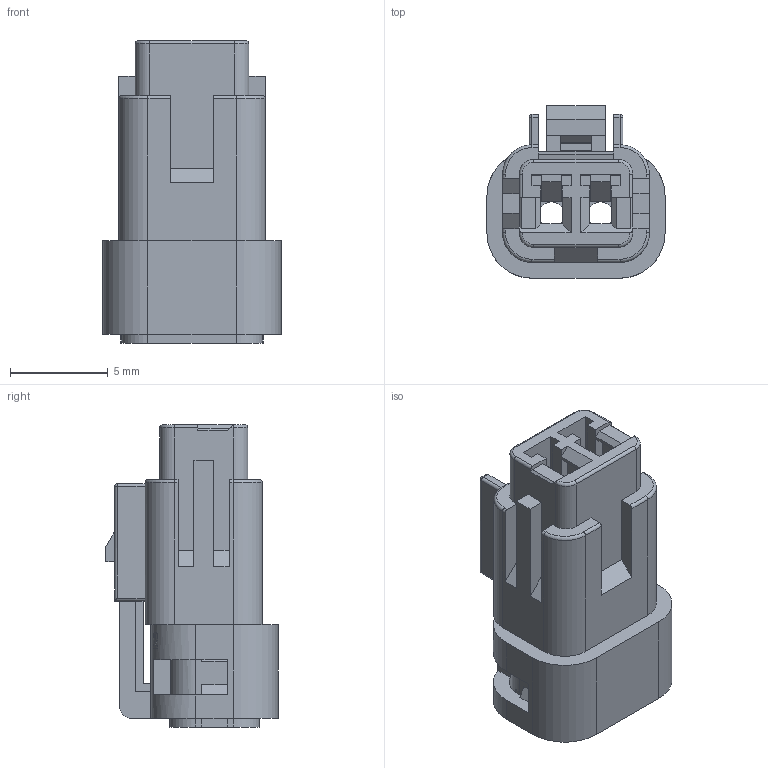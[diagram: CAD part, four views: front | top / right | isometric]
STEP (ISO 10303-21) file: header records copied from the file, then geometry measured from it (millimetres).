
FILE_DESCRIPTION (( 'STEP AP214' ), '1' );
FILE_NAME ('565-002-000-411.STEP', '2020-07-27T14:59:01', ( '' ), ( '' ), 'SwSTEP 2.0', 'SolidWorks 2020', '' );
FILE_SCHEMA (( 'AUTOMOTIVE_DESIGN' ));
Length unit declared in the file: millimetre
Products named in the file (4): 565-002-000-411_Rear Insulator; 565-002-000-411; 565-002-000-411_Rear Gasket; 565-002-000-411_Housing
Assembly tree (3 placements, depth 2):
  565-002-000-411
    565-002-000-411_Housing
    565-002-000-411_Rear Insulator
    565-002-000-411_Rear Gasket
Bounding box: 9.1 x 8.8 x 15.44 mm (x, y, z)
Volume: 506.8 mm3; surface area: 1352 mm2
Topology: 5 solids, 5 shells, 340 faces, 938 edges, 611 vertices
Faces by surface type: plane 229, cylinder 82, torus 18, bspline 9, sphere 2
Entity records: 11369 total; most frequent: CARTESIAN_POINT 2430, ORIENTED_EDGE 1872, DIRECTION 1779, EDGE_CURVE 936, LINE 691, VECTOR 691, VERTEX_POINT 611, AXIS2_PLACEMENT_3D 544
